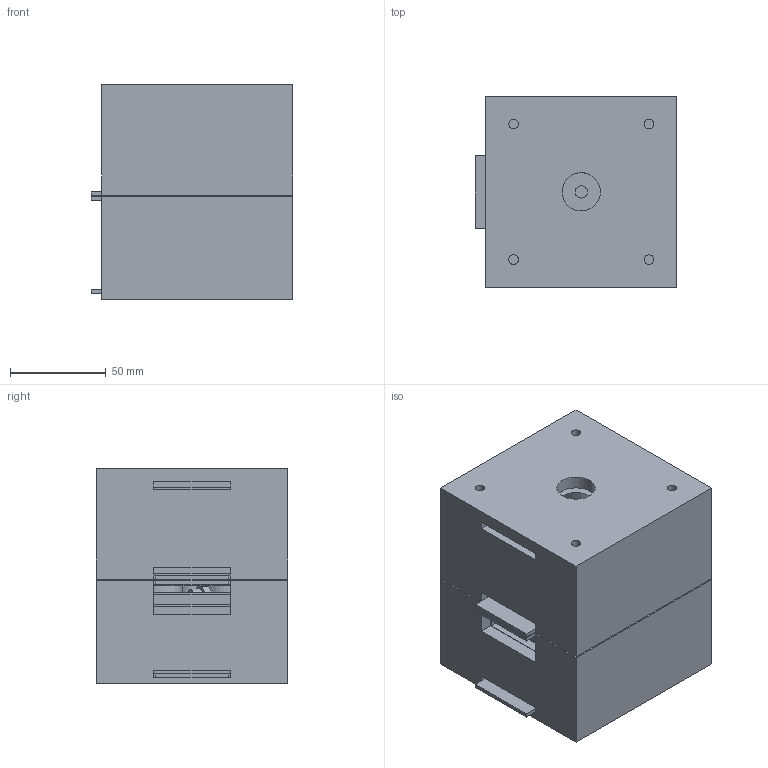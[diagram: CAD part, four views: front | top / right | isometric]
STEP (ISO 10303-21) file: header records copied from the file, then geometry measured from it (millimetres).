
FILE_DESCRIPTION(/* description */ (''),/* implementation_level */ '2;1');
FILE_NAME(/* name */ 'LEM_Mirion_Ametek_VetoChannel v5.step',/* time_stamp */ '2023-08-25T21:04:52+02:00',/* author */ (''),/* organization */ (''),/* preprocessor_version */ 'ST-DEVELOPER v20',/* originating_system */ 'Autodesk Translation Framework v12.9.0.99',/* authorisation */ '');
FILE_SCHEMA (('AUTOMOTIVE_DESIGN { 1 0 10303 214 3 1 1 }'));
Length unit declared in the file: millimetre
Products named in the file (47): LEM_Mirion_Ametek_VetoChannel; AlBottom; SiliconDetector_Thin; BakeliteBoardBottom; BakeliteBoardCalo; Calo; PlasticVetoTop; SiliconDetector_Thin (2); AlFrame_Thin (1); AlFrame_Thin (2); SiliconDetector_Thin (3); SiliconDetector_Thin (1); AlFrame_Thick (2); AlFrame_Thick (1); AlFrame_Thick (4); BakeliteCable_Thick (3); BakeliteCable_Thick; SiliconDetector_Thick (2); SiliconDetector_Thick (4); AlScrew_Thick (2); SiliconDetector_Thick (1); AlScrew_Thick (1); AlScrew_Thick (4); BakeliteCable_Thick (4); BakeliteCable_Thick (1); AlCoverLower; BakeliteCable_Thick (2); AlFrame_Thick; SiliconDetector_Thick; AlScrew_Thick (3); AlScrew_Thick; SiliconDetector_Thick (3); AlFrame_Thin (3); AlScrew; AlTop; AlScrew (3); AlScrew (1); BakeliteBoardMiddleUpper; BakeliteBoardTop; AlScrew (2) ...
Assembly tree (46 placements, depth 2):
  LEM_Mirion_Ametek_VetoChannel
    AlBottom
    SiliconDetector_Thin
    BakeliteBoardBottom
    BakeliteBoardCalo
    Calo
    PlasticVetoTop
    SiliconDetector_Thin (2)
    AlFrame_Thin (1)
    AlFrame_Thin (2)
    SiliconDetector_Thin (3)
    SiliconDetector_Thin (1)
    AlFrame_Thick (2)
    AlFrame_Thick (1)
    AlFrame_Thick (4)
    BakeliteCable_Thick (3)
    BakeliteCable_Thick
    SiliconDetector_Thick (2)
    SiliconDetector_Thick (4)
    AlScrew_Thick (2)
    SiliconDetector_Thick (1)
    AlScrew_Thick (1)
    AlScrew_Thick (4)
    BakeliteCable_Thick (4)
    BakeliteCable_Thick (1)
    AlCoverLower
    BakeliteCable_Thick (2)
    AlFrame_Thick
    SiliconDetector_Thick
    AlScrew_Thick (3)
    AlScrew_Thick
    SiliconDetector_Thick (3)
    AlFrame_Thin (3)
    AlScrew
    AlTop
    AlScrew (3)
    AlScrew (1)
    BakeliteBoardMiddleUpper
    BakeliteBoardTop
    AlScrew (2)
    BakeliteBoardMiddleLower
    PlasticVetoBottom
    AlCoverUpper
    AlFrame_Thin
    AlFrame_Thick (3)
    SiliconDetector_Thin (4)
    AlFrame_Thin (4)
Bounding box: 105.5 x 100 x 112.7 mm (x, y, z)
Volume: 879134.7 mm3; surface area: 324054.1 mm2
Topology: 45 solids, 45 shells, 454 faces, 1044 edges, 696 vertices
Faces by surface type: plane 299, cylinder 154, cone 1
Full cylindrical faces by diameter (mm): 4.4 x1, 4.492 x4, 4.98 x4, 5 x37, 5.092 x4, 6.4 x1, 7.6 x1, 8 x3, 9 x1, 10 x4, 12.8 x1, 13.2 x1, 13.4 x4, 13.8 x12, 14 x1, 14.863 x1, 15.2 x1, 15.8 x4, 16 x1, 16.2 x1, 17.4 x1, 19.4 x1, 20 x9, 21.931 x4, 22 x4, 22.8 x4, 23 x4, 24.1 x8, 26.1 x4
Entity records: 14909 total; most frequent: CARTESIAN_POINT 2462, DIRECTION 2458, ORIENTED_EDGE 2088, EDGE_CURVE 1044, AXIS2_PLACEMENT_3D 882, VERTEX_POINT 696, LINE 694, VECTOR 694
